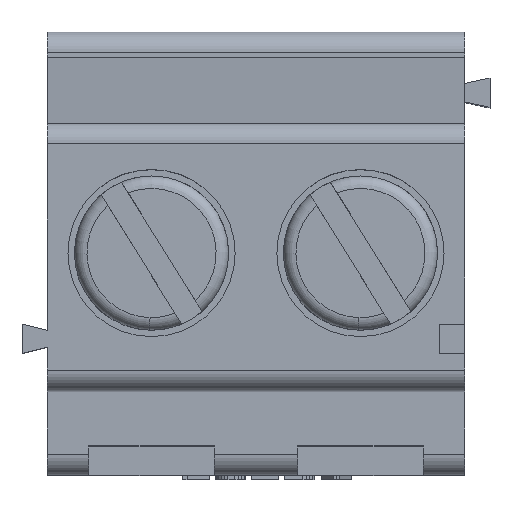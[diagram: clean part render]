
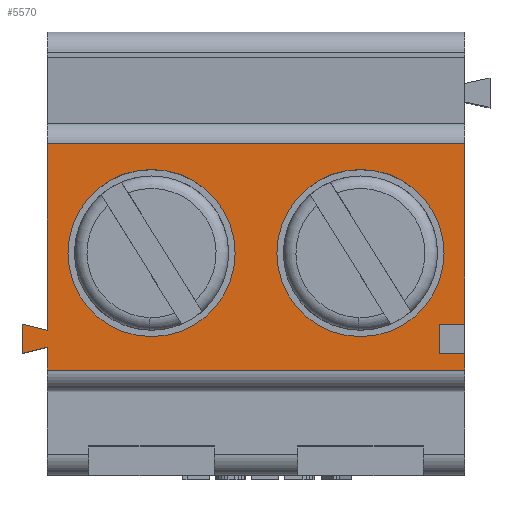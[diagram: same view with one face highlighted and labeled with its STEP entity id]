
A CAD part, top view. The second image highlights one B-rep face of the part: STEP entity #5570.
In plain terms, the highlighted planar face has unit normal (0, 0, 1).
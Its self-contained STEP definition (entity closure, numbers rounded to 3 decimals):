
#19 = DIRECTION ( 'NONE',  ( -1., 0., 0. ) ) ;
#260 = AXIS2_PLACEMENT_3D ( 'NONE', #14658, #8208, #4002 ) ;
#307 = LINE ( 'NONE', #11778, #4239 ) ;
#357 = CARTESIAN_POINT ( 'NONE',  ( 10., -2.4, 9.05 ) ) ;
#435 = VERTEX_POINT ( 'NONE', #11714 ) ;
#561 = VECTOR ( 'NONE', #1313, 1000. ) ;
#623 = CARTESIAN_POINT ( 'NONE',  ( 0., 2.615, 9.05 ) ) ;
#684 = CARTESIAN_POINT ( 'NONE',  ( -0.6, -1.7, 9.05 ) ) ;
#713 = VERTEX_POINT ( 'NONE', #2845 ) ;
#731 = ORIENTED_EDGE ( 'NONE', *, *, #13112, .T. ) ;
#767 = EDGE_CURVE ( 'NONE', #6332, #12127, #7988, .T. ) ;
#969 = VECTOR ( 'NONE', #14361, 1000. ) ;
#1041 = EDGE_CURVE ( 'NONE', #9181, #3852, #307, .T. ) ;
#1313 = DIRECTION ( 'NONE',  ( -1., 0., 0. ) ) ;
#1407 = CARTESIAN_POINT ( 'NONE',  ( -0.6, -1.7, 9.05 ) ) ;
#1414 = VERTEX_POINT ( 'NONE', #14796 ) ;
#1486 = LINE ( 'NONE', #5093, #561 ) ;
#1595 = CIRCLE ( 'NONE', #11050, 2. ) ;
#1669 = DIRECTION ( 'NONE',  ( -1., 0., 0. ) ) ;
#1689 = LINE ( 'NONE', #5214, #969 ) ;
#1763 = VECTOR ( 'NONE', #5744, 1000. ) ;
#1934 = EDGE_CURVE ( 'NONE', #3852, #10412, #13322, .T. ) ;
#2111 = ORIENTED_EDGE ( 'NONE', *, *, #13343, .F. ) ;
#2162 = VERTEX_POINT ( 'NONE', #2249 ) ;
#2213 = LINE ( 'NONE', #623, #1763 ) ;
#2249 = CARTESIAN_POINT ( 'NONE',  ( 2.5, 2., 9.05 ) ) ;
#2466 = VECTOR ( 'NONE', #4392, 1000. ) ;
#2582 = ORIENTED_EDGE ( 'NONE', *, *, #7874, .T. ) ;
#2639 = DIRECTION ( 'NONE',  ( -0.97, -0.243, 0. ) ) ;
#2703 = DIRECTION ( 'NONE',  ( 0., -1., 0. ) ) ;
#2845 = CARTESIAN_POINT ( 'NONE',  ( 7.5, 2., 9.05 ) ) ;
#3031 = LINE ( 'NONE', #357, #2466 ) ;
#3124 = VERTEX_POINT ( 'NONE', #6670 ) ;
#3240 = CARTESIAN_POINT ( 'NONE',  ( 10., -2.8, 9.05 ) ) ;
#3244 = EDGE_CURVE ( 'NONE', #1414, #3877, #16665, .T. ) ;
#3342 = CARTESIAN_POINT ( 'NONE',  ( 0., 2.615, 9.05 ) ) ;
#3384 = AXIS2_PLACEMENT_3D ( 'NONE', #14119, #10148, #3914 ) ;
#3429 = DIRECTION ( 'NONE',  ( 0., 1., 0. ) ) ;
#3669 = EDGE_CURVE ( 'NONE', #8017, #3124, #1486, .T. ) ;
#3735 = EDGE_CURVE ( 'NONE', #2162, #6010, #13772, .T. ) ;
#3852 = VERTEX_POINT ( 'NONE', #12628 ) ;
#3866 = DIRECTION ( 'NONE',  ( 0., 1., 0. ) ) ;
#3877 = VERTEX_POINT ( 'NONE', #3342 ) ;
#3914 = DIRECTION ( 'NONE',  ( 0., -1., 0. ) ) ;
#3938 = EDGE_LOOP ( 'NONE', ( #15451, #12018 ) ) ;
#3971 = CARTESIAN_POINT ( 'NONE',  ( 10., -1.7, 9.05 ) ) ;
#4002 = DIRECTION ( 'NONE',  ( 0., 1., 0. ) ) ;
#4020 = CIRCLE ( 'NONE', #260, 2. ) ;
#4083 = ORIENTED_EDGE ( 'NONE', *, *, #1934, .F. ) ;
#4239 = VECTOR ( 'NONE', #2639, 1000. ) ;
#4392 = DIRECTION ( 'NONE',  ( -1., 0., 0. ) ) ;
#4411 = VECTOR ( 'NONE', #7345, 1000. ) ;
#4434 = ORIENTED_EDGE ( 'NONE', *, *, #15153, .T. ) ;
#4443 = CARTESIAN_POINT ( 'NONE',  ( 10., -2.8, 9.05 ) ) ;
#4750 = VECTOR ( 'NONE', #13150, 1000. ) ;
#5000 = CARTESIAN_POINT ( 'NONE',  ( 2.5, 0., 9.05 ) ) ;
#5093 = CARTESIAN_POINT ( 'NONE',  ( 10., -1.7, 9.05 ) ) ;
#5214 = CARTESIAN_POINT ( 'NONE',  ( 10., 2.615, 9.05 ) ) ;
#5269 = CARTESIAN_POINT ( 'NONE',  ( 0., -1.85, 9.05 ) ) ;
#5536 = CARTESIAN_POINT ( 'NONE',  ( 10., -2.4, 9.05 ) ) ;
#5570 = ADVANCED_FACE ( 'NONE', ( #15194, #8733, #15529 ), #6441, .T. ) ;
#5590 = ORIENTED_EDGE ( 'NONE', *, *, #13674, .T. ) ;
#5679 = VERTEX_POINT ( 'NONE', #5269 ) ;
#5744 = DIRECTION ( 'NONE',  ( 0., -1., 0. ) ) ;
#5800 = ORIENTED_EDGE ( 'NONE', *, *, #3669, .F. ) ;
#6010 = VERTEX_POINT ( 'NONE', #15055 ) ;
#6112 = CARTESIAN_POINT ( 'NONE',  ( 0., 3., 9.05 ) ) ;
#6332 = VERTEX_POINT ( 'NONE', #7227 ) ;
#6441 = PLANE ( 'NONE',  #10855 ) ;
#6451 = AXIS2_PLACEMENT_3D ( 'NONE', #5000, #15346, #3866 ) ;
#6588 = VECTOR ( 'NONE', #1669, 1000. ) ;
#6670 = CARTESIAN_POINT ( 'NONE',  ( 9.4, -1.7, 9.05 ) ) ;
#6922 = ORIENTED_EDGE ( 'NONE', *, *, #8491, .F. ) ;
#7030 = ORIENTED_EDGE ( 'NONE', *, *, #1041, .F. ) ;
#7227 = CARTESIAN_POINT ( 'NONE',  ( 10., -2.4, 9.05 ) ) ;
#7246 = VECTOR ( 'NONE', #19, 1000. ) ;
#7345 = DIRECTION ( 'NONE',  ( 0., -1., 0. ) ) ;
#7448 = ORIENTED_EDGE ( 'NONE', *, *, #767, .F. ) ;
#7874 = EDGE_CURVE ( 'NONE', #9181, #15575, #8839, .T. ) ;
#7890 = CARTESIAN_POINT ( 'NONE',  ( -0.6, -2.4, 9.05 ) ) ;
#7988 = LINE ( 'NONE', #5536, #4750 ) ;
#8017 = VERTEX_POINT ( 'NONE', #3971 ) ;
#8208 = DIRECTION ( 'NONE',  ( 0., 0., 1. ) ) ;
#8221 = DIRECTION ( 'NONE',  ( 0., 1., 0. ) ) ;
#8333 = CARTESIAN_POINT ( 'NONE',  ( 7.5, -2., 9.05 ) ) ;
#8491 = EDGE_CURVE ( 'NONE', #10412, #5679, #14960, .T. ) ;
#8526 = VERTEX_POINT ( 'NONE', #8333 ) ;
#8551 = LINE ( 'NONE', #11286, #12289 ) ;
#8733 = FACE_BOUND ( 'NONE', #3938, .T. ) ;
#8839 = LINE ( 'NONE', #9887, #4411 ) ;
#8843 = ORIENTED_EDGE ( 'NONE', *, *, #12033, .F. ) ;
#8948 = CARTESIAN_POINT ( 'NONE',  ( 0., -2.8, 9.05 ) ) ;
#9086 = CARTESIAN_POINT ( 'NONE',  ( 2.5, 0., 9.05 ) ) ;
#9181 = VERTEX_POINT ( 'NONE', #12431 ) ;
#9496 = ORIENTED_EDGE ( 'NONE', *, *, #14065, .F. ) ;
#9517 = DIRECTION ( 'NONE',  ( 0.97, -0.243, 0. ) ) ;
#9666 = ORIENTED_EDGE ( 'NONE', *, *, #3244, .T. ) ;
#9870 = EDGE_CURVE ( 'NONE', #6010, #2162, #1595, .T. ) ;
#9887 = CARTESIAN_POINT ( 'NONE',  ( 0., -2.25, 9.05 ) ) ;
#10148 = DIRECTION ( 'NONE',  ( 0., 0., 1. ) ) ;
#10207 = VECTOR ( 'NONE', #8221, 1000. ) ;
#10387 = CIRCLE ( 'NONE', #3384, 2. ) ;
#10412 = VERTEX_POINT ( 'NONE', #1407 ) ;
#10681 = EDGE_LOOP ( 'NONE', ( #8843, #9496 ) ) ;
#10855 = AXIS2_PLACEMENT_3D ( 'NONE', #6112, #12905, #12656 ) ;
#11050 = AXIS2_PLACEMENT_3D ( 'NONE', #9086, #14278, #2703 ) ;
#11286 = CARTESIAN_POINT ( 'NONE',  ( 9.4, -2.4, 9.05 ) ) ;
#11714 = CARTESIAN_POINT ( 'NONE',  ( 9.4, -2.4, 9.05 ) ) ;
#11778 = CARTESIAN_POINT ( 'NONE',  ( 0., -2.25, 9.05 ) ) ;
#12018 = ORIENTED_EDGE ( 'NONE', *, *, #9870, .F. ) ;
#12033 = EDGE_CURVE ( 'NONE', #713, #8526, #4020, .T. ) ;
#12127 = VERTEX_POINT ( 'NONE', #3240 ) ;
#12258 = ORIENTED_EDGE ( 'NONE', *, *, #13644, .F. ) ;
#12289 = VECTOR ( 'NONE', #3429, 1000. ) ;
#12431 = CARTESIAN_POINT ( 'NONE',  ( 0., -2.25, 9.05 ) ) ;
#12628 = CARTESIAN_POINT ( 'NONE',  ( -0.6, -2.4, 9.05 ) ) ;
#12656 = DIRECTION ( 'NONE',  ( 0., -1., 0. ) ) ;
#12776 = CARTESIAN_POINT ( 'NONE',  ( 10., 2.615, 9.05 ) ) ;
#12874 = EDGE_LOOP ( 'NONE', ( #731, #6922, #4083, #7030, #2582, #12258, #7448, #4434, #5590, #5800, #2111, #9666 ) ) ;
#12905 = DIRECTION ( 'NONE',  ( 0., 0., 1. ) ) ;
#13112 = EDGE_CURVE ( 'NONE', #3877, #5679, #2213, .T. ) ;
#13150 = DIRECTION ( 'NONE',  ( 0., -1., 0. ) ) ;
#13237 = LINE ( 'NONE', #4443, #6588 ) ;
#13322 = LINE ( 'NONE', #7890, #10207 ) ;
#13343 = EDGE_CURVE ( 'NONE', #1414, #8017, #1689, .T. ) ;
#13644 = EDGE_CURVE ( 'NONE', #12127, #15575, #13237, .T. ) ;
#13674 = EDGE_CURVE ( 'NONE', #435, #3124, #8551, .T. ) ;
#13772 = CIRCLE ( 'NONE', #6451, 2. ) ;
#14065 = EDGE_CURVE ( 'NONE', #8526, #713, #10387, .T. ) ;
#14119 = CARTESIAN_POINT ( 'NONE',  ( 7.5, 0., 9.05 ) ) ;
#14278 = DIRECTION ( 'NONE',  ( 0., 0., 1. ) ) ;
#14361 = DIRECTION ( 'NONE',  ( 0., -1., 0. ) ) ;
#14658 = CARTESIAN_POINT ( 'NONE',  ( 7.5, 0., 9.05 ) ) ;
#14687 = VECTOR ( 'NONE', #9517, 1000. ) ;
#14796 = CARTESIAN_POINT ( 'NONE',  ( 10., 2.615, 9.05 ) ) ;
#14960 = LINE ( 'NONE', #684, #14687 ) ;
#15055 = CARTESIAN_POINT ( 'NONE',  ( 2.5, -2., 9.05 ) ) ;
#15153 = EDGE_CURVE ( 'NONE', #6332, #435, #3031, .T. ) ;
#15194 = FACE_BOUND ( 'NONE', #10681, .T. ) ;
#15346 = DIRECTION ( 'NONE',  ( 0., 0., 1. ) ) ;
#15451 = ORIENTED_EDGE ( 'NONE', *, *, #3735, .F. ) ;
#15529 = FACE_OUTER_BOUND ( 'NONE', #12874, .T. ) ;
#15575 = VERTEX_POINT ( 'NONE', #8948 ) ;
#16665 = LINE ( 'NONE', #12776, #7246 ) ;
